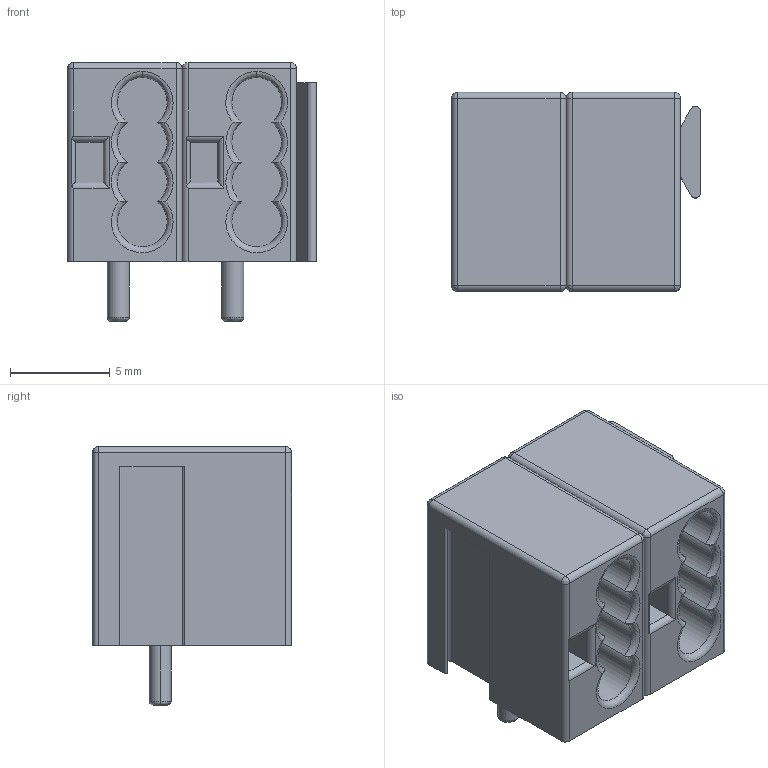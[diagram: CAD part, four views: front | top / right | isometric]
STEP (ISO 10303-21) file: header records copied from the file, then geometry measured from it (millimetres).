
FILE_DESCRIPTION (( 'STEP AP214' ), '1' );
FILE_NAME ('User Library-KNX_RB.STEP', '2020-12-19T20:36:24', ( '' ), ( '' ), 'SwSTEP 2.0', 'SolidWorks 2020', '' );
FILE_SCHEMA (( 'AUTOMOTIVE_DESIGN' ));
Length unit declared in the file: millimetre
Products named in the file (3): KNX_RED; User Library-KNX_RB; KNX_BLACK
Assembly tree (2 placements, depth 2):
  User Library-KNX_RB
    KNX_RED
    KNX_BLACK
Bounding box: 12.5 x 10 x 13 mm (x, y, z)
Volume: 823.6 mm3; surface area: 1451.5 mm2
Topology: 2 solids, 2 shells, 132 faces, 332 edges, 200 vertices
Faces by surface type: cylinder 64, plane 42, bspline 26
Entity records: 5992 total; most frequent: CARTESIAN_POINT 1445, ORIENTED_EDGE 648, DIRECTION 624, EDGE_CURVE 324, AXIS2_PLACEMENT_3D 231, VERTEX_POINT 200, LINE 162, VECTOR 162
